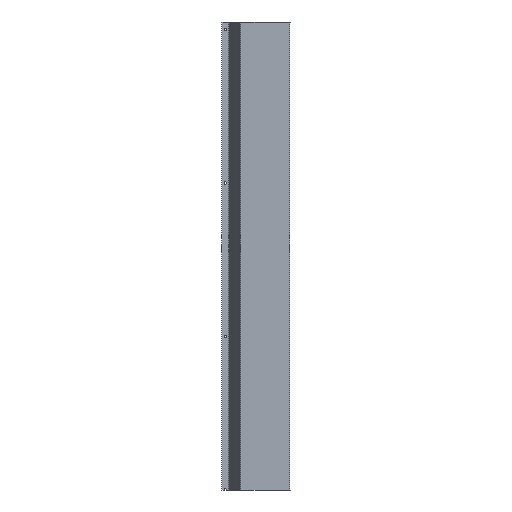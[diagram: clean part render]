
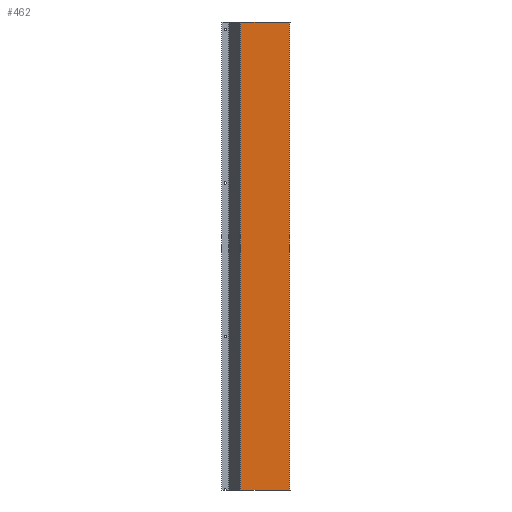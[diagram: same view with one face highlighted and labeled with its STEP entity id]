
A CAD part, left-side view. The second image highlights one B-rep face of the part: STEP entity #462.
In plain terms, the highlighted planar face has unit normal (-1, 0, 0).
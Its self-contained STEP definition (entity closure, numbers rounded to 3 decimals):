
#27=PLANE('',#526);
#48=FACE_OUTER_BOUND('',#77,.T.);
#77=EDGE_LOOP('',(#390,#391,#392,#393));
#119=LINE('',#722,#162);
#139=LINE('',#779,#182);
#140=LINE('',#782,#183);
#141=LINE('',#783,#184);
#162=VECTOR('',#581,10.);
#182=VECTOR('',#639,10.);
#183=VECTOR('',#642,10.);
#184=VECTOR('',#643,10.);
#214=VERTEX_POINT('',#719);
#215=VERTEX_POINT('',#721);
#233=VERTEX_POINT('',#777);
#234=VERTEX_POINT('',#781);
#262=EDGE_CURVE('',#215,#214,#119,.T.);
#291=EDGE_CURVE('',#215,#233,#139,.T.);
#292=EDGE_CURVE('',#234,#214,#140,.T.);
#293=EDGE_CURVE('',#234,#233,#141,.T.);
#390=ORIENTED_EDGE('',*,*,#291,.F.);
#391=ORIENTED_EDGE('',*,*,#262,.T.);
#392=ORIENTED_EDGE('',*,*,#292,.F.);
#393=ORIENTED_EDGE('',*,*,#293,.T.);
#462=ADVANCED_FACE('',(#48),#27,.T.);
#526=AXIS2_PLACEMENT_3D('',#780,#640,#641);
#581=DIRECTION('',(0.,-1.,0.));
#639=DIRECTION('',(0.,0.,1.));
#640=DIRECTION('center_axis',(-1.,0.,0.));
#641=DIRECTION('ref_axis',(0.,0.,1.));
#642=DIRECTION('',(0.,0.,-1.));
#643=DIRECTION('',(0.,1.,0.));
#719=CARTESIAN_POINT('',(0.,0.,-625.));
#721=CARTESIAN_POINT('',(0.,128.726,-625.));
#722=CARTESIAN_POINT('',(0.,130.51,-625.));
#777=CARTESIAN_POINT('',(0.,128.726,625.));
#779=CARTESIAN_POINT('',(0.,128.726,0.));
#780=CARTESIAN_POINT('Origin',(0.,0.,0.));
#781=CARTESIAN_POINT('',(0.,0.,625.));
#782=CARTESIAN_POINT('',(0.,0.,0.));
#783=CARTESIAN_POINT('',(0.,130.51,625.));
